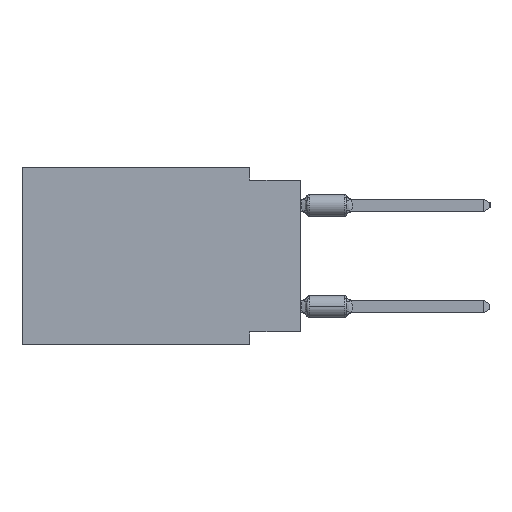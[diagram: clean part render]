
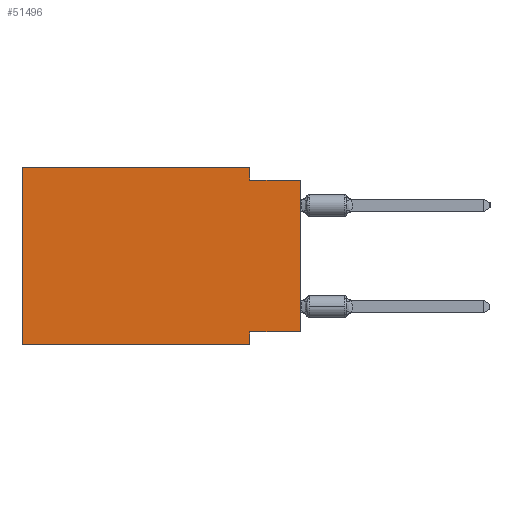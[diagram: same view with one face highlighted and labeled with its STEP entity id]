
A CAD part, left-side view. The second image highlights one B-rep face of the part: STEP entity #51496.
In plain terms, the highlighted planar face has unit normal (-1, 0, 0).
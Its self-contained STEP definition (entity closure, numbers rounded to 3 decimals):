
#867 = FACE_OUTER_BOUND ( 'NONE', #49355, .T. ) ;
#1599 = ORIENTED_EDGE ( 'NONE', *, *, #40481, .F. ) ;
#1675 = VERTEX_POINT ( 'NONE', #43045 ) ;
#1950 = LINE ( 'NONE', #25981, #44293 ) ;
#2242 = EDGE_CURVE ( 'NONE', #62535, #42525, #1950, .T. ) ;
#3983 = CARTESIAN_POINT ( 'NONE',  ( 0., 2.54, -8.255 ) ) ;
#4637 = LINE ( 'NONE', #15348, #44915 ) ;
#5408 = LINE ( 'NONE', #20670, #14511 ) ;
#5411 = CARTESIAN_POINT ( 'NONE',  ( 0., 13.97, 0. ) ) ;
#9099 = CARTESIAN_POINT ( 'NONE',  ( 0., 13.97, -8.89 ) ) ;
#10922 = DIRECTION ( 'NONE',  ( 0., -1., 0. ) ) ;
#14511 = VECTOR ( 'NONE', #10922, 1000. ) ;
#15304 = CARTESIAN_POINT ( 'NONE',  ( 0., 2.54, -8.89 ) ) ;
#15348 = CARTESIAN_POINT ( 'NONE',  ( 0., 0., 0. ) ) ;
#16056 = ORIENTED_EDGE ( 'NONE', *, *, #62440, .F. ) ;
#16868 = LINE ( 'NONE', #31787, #29994 ) ;
#17037 = LINE ( 'NONE', #51408, #33313 ) ;
#18871 = CARTESIAN_POINT ( 'NONE',  ( 0., 2.54, -0.635 ) ) ;
#20162 = LINE ( 'NONE', #15304, #47976 ) ;
#20666 = PLANE ( 'NONE',  #32538 ) ;
#20670 = CARTESIAN_POINT ( 'NONE',  ( 0., 0., -0.635 ) ) ;
#20966 = LINE ( 'NONE', #55970, #47769 ) ;
#21412 = ORIENTED_EDGE ( 'NONE', *, *, #29822, .T. ) ;
#24204 = EDGE_CURVE ( 'NONE', #47561, #52720, #16868, .T. ) ;
#25981 = CARTESIAN_POINT ( 'NONE',  ( 0., 0., -8.255 ) ) ;
#26442 = VERTEX_POINT ( 'NONE', #38593 ) ;
#26550 = LINE ( 'NONE', #50557, #63172 ) ;
#28045 = ORIENTED_EDGE ( 'NONE', *, *, #24204, .F. ) ;
#28527 = DIRECTION ( 'NONE',  ( 0., 0., 1. ) ) ;
#29822 = EDGE_CURVE ( 'NONE', #62535, #1675, #4637, .T. ) ;
#29994 = VECTOR ( 'NONE', #28527, 1000. ) ;
#31787 = CARTESIAN_POINT ( 'NONE',  ( 0., 13.97, 0. ) ) ;
#32538 = AXIS2_PLACEMENT_3D ( 'NONE', #40437, #35901, #54387 ) ;
#32616 = VERTEX_POINT ( 'NONE', #18871 ) ;
#33313 = VECTOR ( 'NONE', #36830, 1000. ) ;
#35901 = DIRECTION ( 'NONE',  ( 1., 0., 0. ) ) ;
#36830 = DIRECTION ( 'NONE',  ( 0., 0., -1. ) ) ;
#36843 = DIRECTION ( 'NONE',  ( 0., -1., 0. ) ) ;
#38593 = CARTESIAN_POINT ( 'NONE',  ( 0., 2.54, 0. ) ) ;
#40437 = CARTESIAN_POINT ( 'NONE',  ( 0., 13.97, 0. ) ) ;
#40481 = EDGE_CURVE ( 'NONE', #52720, #26442, #26550, .T. ) ;
#40873 = EDGE_CURVE ( 'NONE', #32616, #1675, #5408, .T. ) ;
#41521 = DIRECTION ( 'NONE',  ( 0., 1., 0. ) ) ;
#41998 = EDGE_CURVE ( 'NONE', #47561, #44075, #20966, .T. ) ;
#42525 = VERTEX_POINT ( 'NONE', #3983 ) ;
#43045 = CARTESIAN_POINT ( 'NONE',  ( 0., 0., -0.635 ) ) ;
#43091 = ORIENTED_EDGE ( 'NONE', *, *, #41998, .T. ) ;
#43835 = DIRECTION ( 'NONE',  ( 0., 0., -1. ) ) ;
#44075 = VERTEX_POINT ( 'NONE', #45767 ) ;
#44293 = VECTOR ( 'NONE', #41521, 1000. ) ;
#44346 = ORIENTED_EDGE ( 'NONE', *, *, #61720, .F. ) ;
#44915 = VECTOR ( 'NONE', #49696, 1000. ) ;
#45103 = CARTESIAN_POINT ( 'NONE',  ( 0., 0., -8.255 ) ) ;
#45767 = CARTESIAN_POINT ( 'NONE',  ( 0., 2.54, -8.89 ) ) ;
#46316 = DIRECTION ( 'NONE',  ( 0., -1., 0. ) ) ;
#47561 = VERTEX_POINT ( 'NONE', #9099 ) ;
#47769 = VECTOR ( 'NONE', #36843, 1000. ) ;
#47976 = VECTOR ( 'NONE', #43835, 1000. ) ;
#49355 = EDGE_LOOP ( 'NONE', ( #21412, #63128, #44346, #1599, #28045, #43091, #16056, #61015 ) ) ;
#49696 = DIRECTION ( 'NONE',  ( 0., 0., 1. ) ) ;
#50557 = CARTESIAN_POINT ( 'NONE',  ( 0., 13.97, 0. ) ) ;
#51408 = CARTESIAN_POINT ( 'NONE',  ( 0., 2.54, 0. ) ) ;
#51496 = ADVANCED_FACE ( 'NONE', ( #867 ), #20666, .F. ) ;
#52720 = VERTEX_POINT ( 'NONE', #5411 ) ;
#54387 = DIRECTION ( 'NONE',  ( 0., 0., -1. ) ) ;
#55970 = CARTESIAN_POINT ( 'NONE',  ( 0., 13.97, -8.89 ) ) ;
#61015 = ORIENTED_EDGE ( 'NONE', *, *, #2242, .F. ) ;
#61720 = EDGE_CURVE ( 'NONE', #26442, #32616, #17037, .T. ) ;
#62440 = EDGE_CURVE ( 'NONE', #42525, #44075, #20162, .T. ) ;
#62535 = VERTEX_POINT ( 'NONE', #45103 ) ;
#63128 = ORIENTED_EDGE ( 'NONE', *, *, #40873, .F. ) ;
#63172 = VECTOR ( 'NONE', #46316, 1000. ) ;
